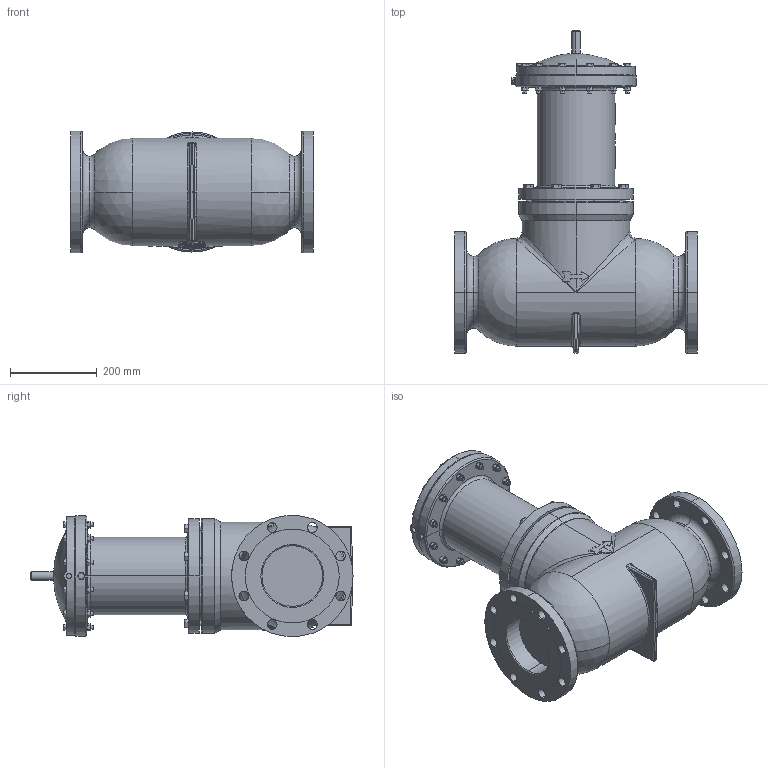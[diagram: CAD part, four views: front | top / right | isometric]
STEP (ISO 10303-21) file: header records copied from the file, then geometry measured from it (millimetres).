
FILE_DESCRIPTION (( 'STEP AP203' ), '1' );
FILE_NAME ('6 INCH 612 FMT DB PO-D (EXX).STEP', '2016-05-19T16:12:09', ( 'PCTech' ), ( 'Microsoft' ), 'SwSTEP 2.0', 'SolidWorks 2016', '' );
FILE_SCHEMA (( 'CONFIG_CONTROL_DESIGN' ));
Products named in the file (1): 6 INCH 612 FMT DB PO-D (EXX)
Bounding box: 560.39 x 740.72 x 279.4 mm (x, y, z)
Volume: 39138815.8 mm3; surface area: 1129028 mm2
Topology: 1 solids, 1 shells, 1553 faces, 4007 edges, 2520 vertices
Faces by surface type: plane 639, cone 313, cylinder 297, bspline 246, torus 38, sphere 20
Entity records: 64710 total; most frequent: CARTESIAN_POINT 30596, ORIENTED_EDGE 7966, DIRECTION 5891, EDGE_CURVE 3983, VERTEX_POINT 2518, AXIS2_PLACEMENT_3D 2256, EDGE_LOOP 1687, FACE_OUTER_BOUND 1553
